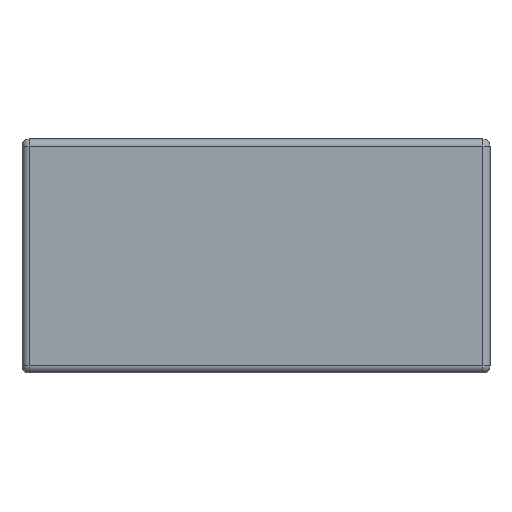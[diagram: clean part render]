
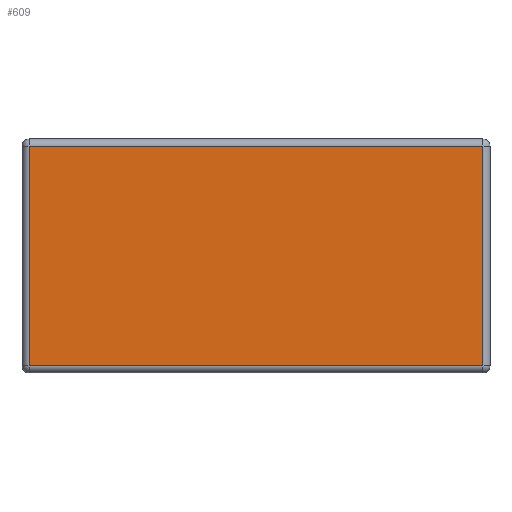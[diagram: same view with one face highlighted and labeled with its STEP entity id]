
A CAD part, front view. The second image highlights one B-rep face of the part: STEP entity #609.
In plain terms, the highlighted planar face has unit normal (0, -1, 0).
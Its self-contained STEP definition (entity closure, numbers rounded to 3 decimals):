
#126 = CYLINDRICAL_SURFACE('',#127,2.);
#127 = AXIS2_PLACEMENT_3D('',#128,#129,#130);
#128 = CARTESIAN_POINT('',(-63.,-10.5,63.));
#129 = DIRECTION('',(-0.,-0.,-1.));
#130 = DIRECTION('',(-1.,0.,0.));
#230 = VERTEX_POINT('',#231);
#231 = CARTESIAN_POINT('',(-63.,-12.5,63.));
#253 = EDGE_CURVE('',#230,#254,#256,.T.);
#254 = VERTEX_POINT('',#255);
#255 = CARTESIAN_POINT('',(-63.,-12.5,2.));
#256 = SURFACE_CURVE('',#257,(#261,#268),.PCURVE_S1.);
#257 = LINE('',#258,#259);
#258 = CARTESIAN_POINT('',(-63.,-12.5,63.));
#259 = VECTOR('',#260,1.);
#260 = DIRECTION('',(-0.,-0.,-1.));
#261 = PCURVE('',#126,#262);
#262 = DEFINITIONAL_REPRESENTATION('',(#263),#267);
#263 = LINE('',#264,#265);
#264 = CARTESIAN_POINT('',(-1.571,0.));
#265 = VECTOR('',#266,1.);
#266 = DIRECTION('',(-0.,1.));
#267 = ( GEOMETRIC_REPRESENTATION_CONTEXT(2) 
PARAMETRIC_REPRESENTATION_CONTEXT() REPRESENTATION_CONTEXT('2D SPACE',''
  ) );
#268 = PCURVE('',#269,#274);
#269 = PLANE('',#270);
#270 = AXIS2_PLACEMENT_3D('',#271,#272,#273);
#271 = CARTESIAN_POINT('',(65.,-12.5,0.));
#272 = DIRECTION('',(0.,-1.,0.));
#273 = DIRECTION('',(-1.,0.,0.));
#274 = DEFINITIONAL_REPRESENTATION('',(#275),#279);
#275 = LINE('',#276,#277);
#276 = CARTESIAN_POINT('',(128.,-63.));
#277 = VECTOR('',#278,1.);
#278 = DIRECTION('',(0.,1.));
#279 = ( GEOMETRIC_REPRESENTATION_CONTEXT(2) 
PARAMETRIC_REPRESENTATION_CONTEXT() REPRESENTATION_CONTEXT('2D SPACE',''
  ) );
#517 = CYLINDRICAL_SURFACE('',#518,2.);
#518 = AXIS2_PLACEMENT_3D('',#519,#520,#521);
#519 = CARTESIAN_POINT('',(63.,-10.5,63.));
#520 = DIRECTION('',(-1.,0.,0.));
#521 = DIRECTION('',(0.,0.,1.));
#609 = ADVANCED_FACE('',(#610),#269,.T.);
#610 = FACE_BOUND('',#611,.T.);
#611 = EDGE_LOOP('',(#612,#635,#636,#664));
#612 = ORIENTED_EDGE('',*,*,#613,.T.);
#613 = EDGE_CURVE('',#614,#230,#616,.T.);
#614 = VERTEX_POINT('',#615);
#615 = CARTESIAN_POINT('',(63.,-12.5,63.));
#616 = SURFACE_CURVE('',#617,(#621,#628),.PCURVE_S1.);
#617 = LINE('',#618,#619);
#618 = CARTESIAN_POINT('',(63.,-12.5,63.));
#619 = VECTOR('',#620,1.);
#620 = DIRECTION('',(-1.,0.,0.));
#621 = PCURVE('',#269,#622);
#622 = DEFINITIONAL_REPRESENTATION('',(#623),#627);
#623 = LINE('',#624,#625);
#624 = CARTESIAN_POINT('',(2.,-63.));
#625 = VECTOR('',#626,1.);
#626 = DIRECTION('',(1.,0.));
#627 = ( GEOMETRIC_REPRESENTATION_CONTEXT(2) 
PARAMETRIC_REPRESENTATION_CONTEXT() REPRESENTATION_CONTEXT('2D SPACE',''
  ) );
#628 = PCURVE('',#517,#629);
#629 = DEFINITIONAL_REPRESENTATION('',(#630),#634);
#630 = LINE('',#631,#632);
#631 = CARTESIAN_POINT('',(-1.571,0.));
#632 = VECTOR('',#633,1.);
#633 = DIRECTION('',(-0.,1.));
#634 = ( GEOMETRIC_REPRESENTATION_CONTEXT(2) 
PARAMETRIC_REPRESENTATION_CONTEXT() REPRESENTATION_CONTEXT('2D SPACE',''
  ) );
#635 = ORIENTED_EDGE('',*,*,#253,.T.);
#636 = ORIENTED_EDGE('',*,*,#637,.T.);
#637 = EDGE_CURVE('',#254,#638,#640,.T.);
#638 = VERTEX_POINT('',#639);
#639 = CARTESIAN_POINT('',(63.,-12.5,2.));
#640 = SURFACE_CURVE('',#641,(#645,#652),.PCURVE_S1.);
#641 = LINE('',#642,#643);
#642 = CARTESIAN_POINT('',(-63.,-12.5,2.));
#643 = VECTOR('',#644,1.);
#644 = DIRECTION('',(1.,0.,0.));
#645 = PCURVE('',#269,#646);
#646 = DEFINITIONAL_REPRESENTATION('',(#647),#651);
#647 = LINE('',#648,#649);
#648 = CARTESIAN_POINT('',(128.,-2.));
#649 = VECTOR('',#650,1.);
#650 = DIRECTION('',(-1.,-0.));
#651 = ( GEOMETRIC_REPRESENTATION_CONTEXT(2) 
PARAMETRIC_REPRESENTATION_CONTEXT() REPRESENTATION_CONTEXT('2D SPACE',''
  ) );
#652 = PCURVE('',#653,#658);
#653 = CYLINDRICAL_SURFACE('',#654,2.);
#654 = AXIS2_PLACEMENT_3D('',#655,#656,#657);
#655 = CARTESIAN_POINT('',(-63.,-10.5,2.));
#656 = DIRECTION('',(1.,0.,0.));
#657 = DIRECTION('',(0.,0.,-1.));
#658 = DEFINITIONAL_REPRESENTATION('',(#659),#663);
#659 = LINE('',#660,#661);
#660 = CARTESIAN_POINT('',(-1.571,0.));
#661 = VECTOR('',#662,1.);
#662 = DIRECTION('',(-0.,1.));
#663 = ( GEOMETRIC_REPRESENTATION_CONTEXT(2) 
PARAMETRIC_REPRESENTATION_CONTEXT() REPRESENTATION_CONTEXT('2D SPACE',''
  ) );
#664 = ORIENTED_EDGE('',*,*,#665,.T.);
#665 = EDGE_CURVE('',#638,#614,#666,.T.);
#666 = SURFACE_CURVE('',#667,(#671,#678),.PCURVE_S1.);
#667 = LINE('',#668,#669);
#668 = CARTESIAN_POINT('',(63.,-12.5,2.));
#669 = VECTOR('',#670,1.);
#670 = DIRECTION('',(0.,0.,1.));
#671 = PCURVE('',#269,#672);
#672 = DEFINITIONAL_REPRESENTATION('',(#673),#677);
#673 = LINE('',#674,#675);
#674 = CARTESIAN_POINT('',(2.,-2.));
#675 = VECTOR('',#676,1.);
#676 = DIRECTION('',(0.,-1.));
#677 = ( GEOMETRIC_REPRESENTATION_CONTEXT(2) 
PARAMETRIC_REPRESENTATION_CONTEXT() REPRESENTATION_CONTEXT('2D SPACE',''
  ) );
#678 = PCURVE('',#679,#684);
#679 = CYLINDRICAL_SURFACE('',#680,2.);
#680 = AXIS2_PLACEMENT_3D('',#681,#682,#683);
#681 = CARTESIAN_POINT('',(63.,-10.5,2.));
#682 = DIRECTION('',(0.,0.,1.));
#683 = DIRECTION('',(1.,0.,0.));
#684 = DEFINITIONAL_REPRESENTATION('',(#685),#689);
#685 = LINE('',#686,#687);
#686 = CARTESIAN_POINT('',(-1.571,0.));
#687 = VECTOR('',#688,1.);
#688 = DIRECTION('',(-0.,1.));
#689 = ( GEOMETRIC_REPRESENTATION_CONTEXT(2) 
PARAMETRIC_REPRESENTATION_CONTEXT() REPRESENTATION_CONTEXT('2D SPACE',''
  ) );
